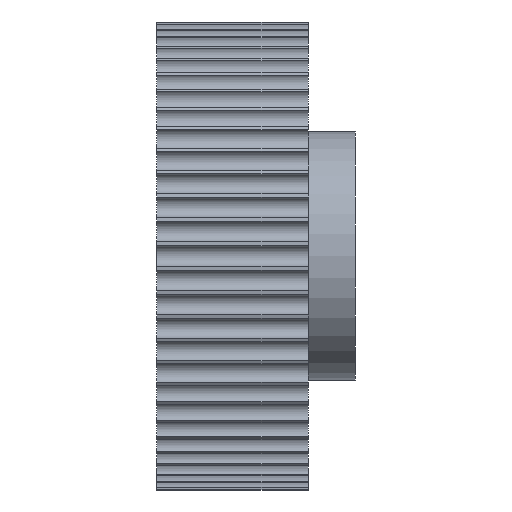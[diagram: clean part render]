
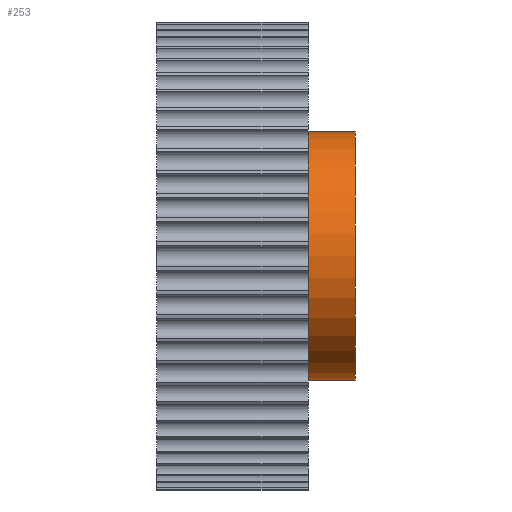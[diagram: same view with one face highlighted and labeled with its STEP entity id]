
A CAD part, front view. The second image highlights one B-rep face of the part: STEP entity #253.
In plain terms, the highlighted cylindrical face has radius 25 mm (diameter 50 mm), a full revolution.
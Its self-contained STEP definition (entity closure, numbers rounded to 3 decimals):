
#253 = ADVANCED_FACE( '', ( #574, #575 ), #576, .T. );
#574 = FACE_OUTER_BOUND( '', #961, .T. );
#575 = FACE_OUTER_BOUND( '', #962, .T. );
#576 = CYLINDRICAL_SURFACE( '', #963, 25. );
#961 = EDGE_LOOP( '', ( #1596 ) );
#962 = EDGE_LOOP( '', ( #1597 ) );
#963 = AXIS2_PLACEMENT_3D( '', #1598, #1599, #1600 );
#1596 = ORIENTED_EDGE( '', *, *, #2504, .F. );
#1597 = ORIENTED_EDGE( '', *, *, #2648, .T. );
#1598 = CARTESIAN_POINT( '', ( 500., 0., 0. ) );
#1599 = DIRECTION( '', ( -1., 0., 0. ) );
#1600 = DIRECTION( '', ( 0., 0., -1. ) );
#2504 = EDGE_CURVE( '', #3065, #3065, #3066, .T. );
#2648 = EDGE_CURVE( '', #3302, #3302, #3303, .T. );
#3065 = VERTEX_POINT( '', #3833 );
#3066 = CIRCLE( '', #3834, 25. );
#3302 = VERTEX_POINT( '', #4116 );
#3303 = CIRCLE( '', #4117, 25. );
#3833 = CARTESIAN_POINT( '', ( 40., 0., -25. ) );
#3834 = AXIS2_PLACEMENT_3D( '', #4635, #4636, #4637 );
#4116 = CARTESIAN_POINT( '', ( 30.5, 0., -25. ) );
#4117 = AXIS2_PLACEMENT_3D( '', #4876, #4877, #4878 );
#4635 = CARTESIAN_POINT( '', ( 40., 0., 0. ) );
#4636 = DIRECTION( '', ( 1., 0., 0. ) );
#4637 = DIRECTION( '', ( 0., 0., -1. ) );
#4876 = CARTESIAN_POINT( '', ( 30.5, 0., 0. ) );
#4877 = DIRECTION( '', ( 1., 0., 0. ) );
#4878 = DIRECTION( '', ( 0., 0., -1. ) );
